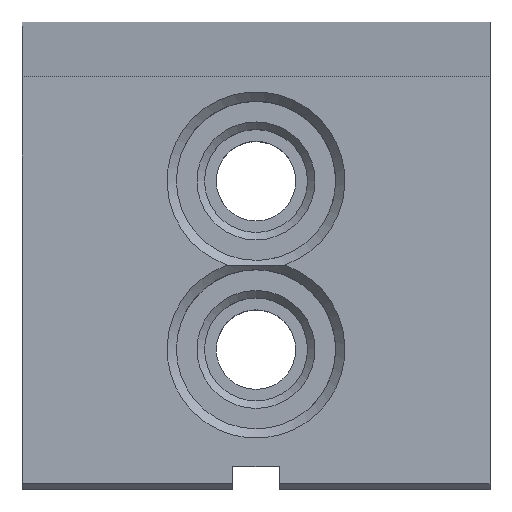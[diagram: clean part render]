
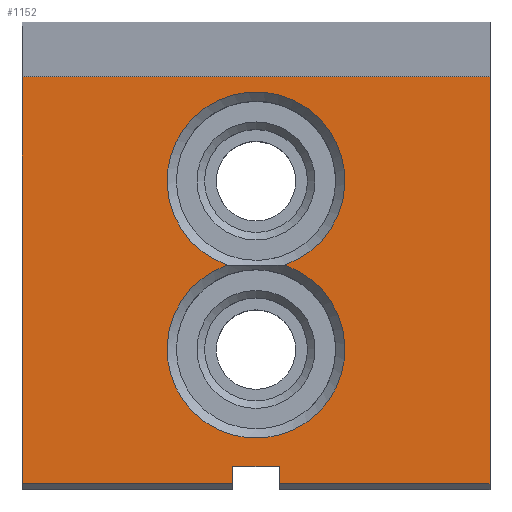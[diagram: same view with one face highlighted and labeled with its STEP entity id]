
A CAD part, top view. The second image highlights one B-rep face of the part: STEP entity #1152.
In plain terms, the highlighted planar face has unit normal (0, 0, 1).
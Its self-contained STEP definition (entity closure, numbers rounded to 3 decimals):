
#1152 = ADVANCED_FACE( '', ( #2304, #2305 ), #2306, .F. );
#2304 = FACE_BOUND( '', #3439, .T. );
#2305 = FACE_OUTER_BOUND( '', #3440, .T. );
#2306 = PLANE( '', #3441 );
#3439 = EDGE_LOOP( '', ( #6972, #6973 ) );
#3440 = EDGE_LOOP( '', ( #6974, #6975, #6976, #6977, #6978, #6979, #6980, #6981 ) );
#3441 = AXIS2_PLACEMENT_3D( '', #6982, #6983, #6984 );
#6972 = ORIENTED_EDGE( '', *, *, #7501, .T. );
#6973 = ORIENTED_EDGE( '', *, *, #7485, .T. );
#6974 = ORIENTED_EDGE( '', *, *, #8037, .F. );
#6975 = ORIENTED_EDGE( '', *, *, #7740, .F. );
#6976 = ORIENTED_EDGE( '', *, *, #8204, .F. );
#6977 = ORIENTED_EDGE( '', *, *, #7059, .F. );
#6978 = ORIENTED_EDGE( '', *, *, #7594, .T. );
#6979 = ORIENTED_EDGE( '', *, *, #7329, .T. );
#6980 = ORIENTED_EDGE( '', *, *, #8213, .F. );
#6981 = ORIENTED_EDGE( '', *, *, #7413, .F. );
#6982 = CARTESIAN_POINT( '', ( 25., 25., 12.5 ) );
#6983 = DIRECTION( '', ( 0., 0., -1. ) );
#6984 = DIRECTION( '', ( 0., 1., 0. ) );
#7059 = EDGE_CURVE( '', #8517, #8519, #8520, .T. );
#7329 = EDGE_CURVE( '', #8997, #8995, #8998, .T. );
#7413 = EDGE_CURVE( '', #9146, #9148, #9149, .T. );
#7485 = EDGE_CURVE( '', #9266, #9267, #9268, .T. );
#7501 = EDGE_CURVE( '', #9267, #9266, #9292, .T. );
#7594 = EDGE_CURVE( '', #8517, #8997, #9436, .T. );
#7740 = EDGE_CURVE( '', #9658, #9659, #9660, .T. );
#8037 = EDGE_CURVE( '', #9659, #9146, #10097, .T. );
#8204 = EDGE_CURVE( '', #8519, #9658, #10294, .T. );
#8213 = EDGE_CURVE( '', #9148, #8995, #10304, .T. );
#8517 = VERTEX_POINT( '', #10673 );
#8519 = VERTEX_POINT( '', #10676 );
#8520 = LINE( '', #10677, #10678 );
#8995 = VERTEX_POINT( '', #11411 );
#8997 = VERTEX_POINT( '', #11414 );
#8998 = LINE( '', #11415, #11416 );
#9146 = VERTEX_POINT( '', #11635 );
#9148 = VERTEX_POINT( '', #11638 );
#9149 = LINE( '', #11639, #11640 );
#9266 = VERTEX_POINT( '', #11808 );
#9267 = VERTEX_POINT( '', #11809 );
#9268 = CIRCLE( '', #11810, 9.5 );
#9292 = CIRCLE( '', #11851, 9.5 );
#9436 = LINE( '', #12063, #12064 );
#9658 = VERTEX_POINT( '', #12388 );
#9659 = VERTEX_POINT( '', #12389 );
#9660 = LINE( '', #12390, #12391 );
#10097 = LINE( '', #13120, #13121 );
#10294 = LINE( '', #13386, #13387 );
#10304 = LINE( '', #13402, #13403 );
#10673 = CARTESIAN_POINT( '', ( 25., 19.1, 12.5 ) );
#10676 = CARTESIAN_POINT( '', ( 25., -24.35, 12.5 ) );
#10677 = CARTESIAN_POINT( '', ( 25., 25., 12.5 ) );
#10678 = VECTOR( '', #13742, 1000. );
#11411 = CARTESIAN_POINT( '', ( -25., -24.35, 12.5 ) );
#11414 = CARTESIAN_POINT( '', ( -25., 19.1, 12.5 ) );
#11415 = CARTESIAN_POINT( '', ( -25., 25., 12.5 ) );
#11416 = VECTOR( '', #13986, 1000. );
#11635 = CARTESIAN_POINT( '', ( -2.5, -22.5, 12.5 ) );
#11638 = CARTESIAN_POINT( '', ( -2.5, -24.35, 12.5 ) );
#11639 = CARTESIAN_POINT( '', ( -2.5, -22.5, 12.5 ) );
#11640 = VECTOR( '', #14065, 1000. );
#11808 = CARTESIAN_POINT( '', ( -3.041, -1., 12.5 ) );
#11809 = CARTESIAN_POINT( '', ( 3.041, -1., 12.5 ) );
#11810 = AXIS2_PLACEMENT_3D( '', #14129, #14130, #14131 );
#11851 = AXIS2_PLACEMENT_3D( '', #14146, #14147, #14148 );
#12063 = CARTESIAN_POINT( '', ( 25., 19.1, 12.5 ) );
#12064 = VECTOR( '', #14226, 1000. );
#12388 = CARTESIAN_POINT( '', ( 2.5, -24.35, 12.5 ) );
#12389 = CARTESIAN_POINT( '', ( 2.5, -22.5, 12.5 ) );
#12390 = CARTESIAN_POINT( '', ( 2.5, -25., 12.5 ) );
#12391 = VECTOR( '', #14350, 1000. );
#13120 = CARTESIAN_POINT( '', ( 2.5, -22.5, 12.5 ) );
#13121 = VECTOR( '', #14624, 1000. );
#13386 = CARTESIAN_POINT( '', ( 25., -24.35, 12.5 ) );
#13387 = VECTOR( '', #14780, 1000. );
#13402 = CARTESIAN_POINT( '', ( 25., -24.35, 12.5 ) );
#13403 = VECTOR( '', #14786, 1000. );
#13742 = DIRECTION( '', ( 0., -1., 0. ) );
#13986 = DIRECTION( '', ( 0., -1., 0. ) );
#14065 = DIRECTION( '', ( 0., -1., 0. ) );
#14129 = CARTESIAN_POINT( '', ( 0., 8., 12.5 ) );
#14130 = DIRECTION( '', ( 0., 0., -1. ) );
#14131 = DIRECTION( '', ( 0., 1., 0. ) );
#14146 = CARTESIAN_POINT( '', ( 0., -10., 12.5 ) );
#14147 = DIRECTION( '', ( 0., 0., -1. ) );
#14148 = DIRECTION( '', ( 0., 1., 0. ) );
#14226 = DIRECTION( '', ( -1., 0., 0. ) );
#14350 = DIRECTION( '', ( 0., 1., 0. ) );
#14624 = DIRECTION( '', ( -1., 0., 0. ) );
#14780 = DIRECTION( '', ( -1., 0., 0. ) );
#14786 = DIRECTION( '', ( -1., 0., 0. ) );
